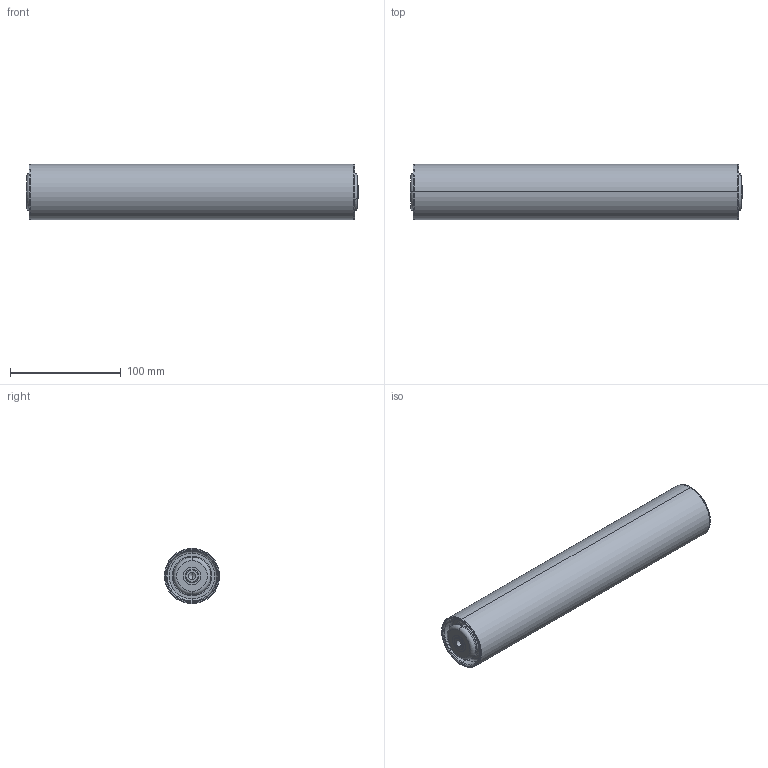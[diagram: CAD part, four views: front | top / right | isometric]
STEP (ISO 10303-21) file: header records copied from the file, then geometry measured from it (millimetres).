
FILE_DESCRIPTION (( 'STEP AP214' ), '1' );
FILE_NAME ('0022777_TRG-50x1,5-STI-A12-IGM8-EL=300.step', '2018-10-08T13:44:33', ( '' ), ( '' ), 'SwSTEP 2.0', 'SolidWorks 2018', '' );
FILE_SCHEMA (( 'AUTOMOTIVE_DESIGN' ));
Length unit declared in the file: millimetre
Products named in the file (1): 0022777_TRG-50x1,5-STI-A12-IGM8-EL=300
Bounding box: 300 x 50 x 50 mm (x, y, z)
Volume: 115442.9 mm3; surface area: 131566.4 mm2
Topology: 30 solids, 30 shells, 530 faces, 1406 edges, 902 vertices
Faces by surface type: cylinder 126, torus 116, sphere 112, plane 100, cone 76
Entity records: 23507 total; most frequent: CARTESIAN_POINT 4611, DIRECTION 2952, ORIENTED_EDGE 2548, AXIS2_PLACEMENT_3D 1387, EDGE_CURVE 1274, CIRCLE 856, VERTEX_POINT 822, EDGE_LOOP 578
